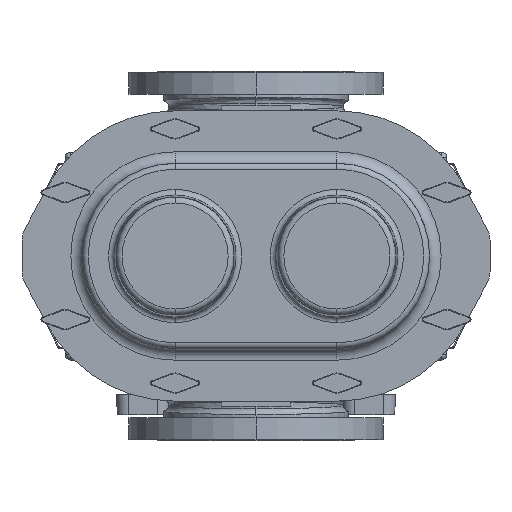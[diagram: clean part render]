
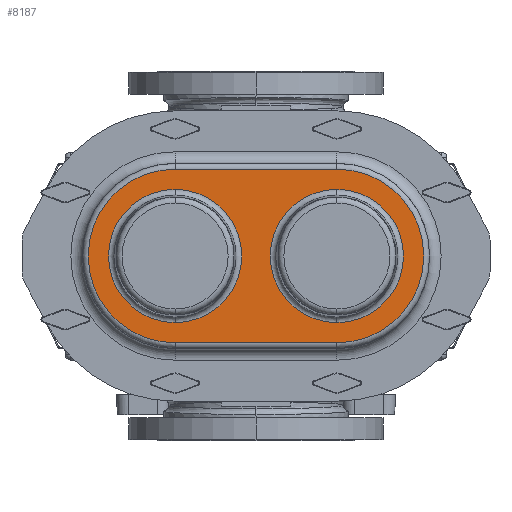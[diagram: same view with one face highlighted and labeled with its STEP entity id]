
A CAD part, left-side view. The second image highlights one B-rep face of the part: STEP entity #8187.
In plain terms, the highlighted planar face has unit normal (-1, 0, 0).
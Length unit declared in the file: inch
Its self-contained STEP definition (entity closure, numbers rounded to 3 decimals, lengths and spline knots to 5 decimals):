
#491 = FACE_BOUND ( 'NONE', #8652, .T. ) ;
#1814 = DIRECTION ( 'NONE',  ( -1., 0., 0. ) ) ;
#1879 = VERTEX_POINT ( 'NONE', #35263 ) ;
#1923 = CARTESIAN_POINT ( 'NONE',  ( -1.75, 3.5, 3.75858 ) ) ;
#2220 = EDGE_LOOP ( 'NONE', ( #47524, #36873, #25453, #25503 ) ) ;
#3192 = EDGE_CURVE ( 'NONE', #3833, #49889, #9694, .T. ) ;
#3648 = EDGE_LOOP ( 'NONE', ( #17242, #31118 ) ) ;
#3833 = VERTEX_POINT ( 'NONE', #1923 ) ;
#4813 = CARTESIAN_POINT ( 'NONE',  ( -1.75, 6.0375, 0. ) ) ;
#5739 = DIRECTION ( 'NONE',  ( -1., 0., 0. ) ) ;
#5900 = DIRECTION ( 'NONE',  ( 0., 0., -1. ) ) ;
#5929 = DIRECTION ( 'NONE',  ( 0., 0., -1. ) ) ;
#6050 = AXIS2_PLACEMENT_3D ( 'NONE', #37473, #37741, #22413 ) ;
#6163 = EDGE_CURVE ( 'NONE', #13750, #6849, #17953, .T. ) ;
#6225 = EDGE_CURVE ( 'NONE', #1879, #47625, #16300, .T. ) ;
#6849 = VERTEX_POINT ( 'NONE', #29577 ) ;
#7802 = CIRCLE ( 'NONE', #38887, 2.88368 ) ;
#8187 = ADVANCED_FACE ( 'NONE', ( #47345, #491, #8665 ), #50691, .F. ) ;
#8652 = EDGE_LOOP ( 'NONE', ( #32435, #26545 ) ) ;
#8665 = FACE_BOUND ( 'NONE', #3648, .T. ) ;
#9694 = CIRCLE ( 'NONE', #21168, 3.75858 ) ;
#10029 = DIRECTION ( 'NONE',  ( 1., 0., 0. ) ) ;
#10817 = DIRECTION ( 'NONE',  ( 1., 0., 0. ) ) ;
#11433 = AXIS2_PLACEMENT_3D ( 'NONE', #41531, #10029, #5929 ) ;
#12883 = VECTOR ( 'NONE', #23790, 39.37008 ) ;
#13750 = VERTEX_POINT ( 'NONE', #35846 ) ;
#14139 = AXIS2_PLACEMENT_3D ( 'NONE', #4813, #32240, #16352 ) ;
#16300 = CIRCLE ( 'NONE', #46585, 2.88368 ) ;
#16352 = DIRECTION ( 'NONE',  ( 0., 0., -1. ) ) ;
#17242 = ORIENTED_EDGE ( 'NONE', *, *, #6225, .T. ) ;
#17953 = CIRCLE ( 'NONE', #11433, 2.88368 ) ;
#18953 = EDGE_CURVE ( 'NONE', #49889, #50415, #20463, .T. ) ;
#20463 = LINE ( 'NONE', #47860, #46493 ) ;
#20689 = LINE ( 'NONE', #31707, #12883 ) ;
#21168 = AXIS2_PLACEMENT_3D ( 'NONE', #44603, #1814, #5900 ) ;
#22413 = DIRECTION ( 'NONE',  ( 0., 0., -1. ) ) ;
#22854 = CARTESIAN_POINT ( 'NONE',  ( -1.75, -3.5, 3.75858 ) ) ;
#23728 = CARTESIAN_POINT ( 'NONE',  ( -1.75, -3.5, -3.75858 ) ) ;
#23790 = DIRECTION ( 'NONE',  ( 0., 1., 0. ) ) ;
#24503 = VERTEX_POINT ( 'NONE', #22854 ) ;
#25453 = ORIENTED_EDGE ( 'NONE', *, *, #3192, .T. ) ;
#25503 = ORIENTED_EDGE ( 'NONE', *, *, #18953, .T. ) ;
#26455 = DIRECTION ( 'NONE',  ( 0., 0., -1. ) ) ;
#26545 = ORIENTED_EDGE ( 'NONE', *, *, #6163, .T. ) ;
#26770 = EDGE_CURVE ( 'NONE', #6849, #13750, #7802, .T. ) ;
#28975 = CIRCLE ( 'NONE', #6050, 2.88368 ) ;
#29403 = CIRCLE ( 'NONE', #31899, 3.75858 ) ;
#29458 = CARTESIAN_POINT ( 'NONE',  ( -1.75, 3.5, 0. ) ) ;
#29577 = CARTESIAN_POINT ( 'NONE',  ( -1.75, 3.5, -2.88368 ) ) ;
#30286 = CARTESIAN_POINT ( 'NONE',  ( -1.75, -3.5, 0. ) ) ;
#30343 = CARTESIAN_POINT ( 'NONE',  ( -1.75, -3.5, 2.88368 ) ) ;
#31118 = ORIENTED_EDGE ( 'NONE', *, *, #49545, .T. ) ;
#31707 = CARTESIAN_POINT ( 'NONE',  ( -1.75, 3.5, 3.75858 ) ) ;
#31899 = AXIS2_PLACEMENT_3D ( 'NONE', #33161, #5739, #40586 ) ;
#32240 = DIRECTION ( 'NONE',  ( 1., 0., 0. ) ) ;
#32435 = ORIENTED_EDGE ( 'NONE', *, *, #26770, .T. ) ;
#33161 = CARTESIAN_POINT ( 'NONE',  ( -1.75, -3.5, 0. ) ) ;
#35263 = CARTESIAN_POINT ( 'NONE',  ( -1.75, -3.5, -2.88368 ) ) ;
#35846 = CARTESIAN_POINT ( 'NONE',  ( -1.75, 3.5, 2.88368 ) ) ;
#36642 = EDGE_CURVE ( 'NONE', #24503, #3833, #20689, .T. ) ;
#36873 = ORIENTED_EDGE ( 'NONE', *, *, #36642, .T. ) ;
#37376 = DIRECTION ( 'NONE',  ( 1., 0., 0. ) ) ;
#37473 = CARTESIAN_POINT ( 'NONE',  ( -1.75, -3.5, 0. ) ) ;
#37741 = DIRECTION ( 'NONE',  ( 1., 0., 0. ) ) ;
#37913 = DIRECTION ( 'NONE',  ( 0., 0., -1. ) ) ;
#38887 = AXIS2_PLACEMENT_3D ( 'NONE', #29458, #37376, #37913 ) ;
#40586 = DIRECTION ( 'NONE',  ( 0., 0., -1. ) ) ;
#40658 = DIRECTION ( 'NONE',  ( 0., -1., 0. ) ) ;
#41402 = EDGE_CURVE ( 'NONE', #50415, #24503, #29403, .T. ) ;
#41531 = CARTESIAN_POINT ( 'NONE',  ( -1.75, 3.5, 0. ) ) ;
#41782 = CARTESIAN_POINT ( 'NONE',  ( -1.75, 3.5, -3.75858 ) ) ;
#44603 = CARTESIAN_POINT ( 'NONE',  ( -1.75, 3.5, 0. ) ) ;
#46493 = VECTOR ( 'NONE', #40658, 39.37008 ) ;
#46585 = AXIS2_PLACEMENT_3D ( 'NONE', #30286, #10817, #26455 ) ;
#47345 = FACE_OUTER_BOUND ( 'NONE', #2220, .T. ) ;
#47524 = ORIENTED_EDGE ( 'NONE', *, *, #41402, .T. ) ;
#47625 = VERTEX_POINT ( 'NONE', #30343 ) ;
#47860 = CARTESIAN_POINT ( 'NONE',  ( -1.75, -3.5, -3.75858 ) ) ;
#49545 = EDGE_CURVE ( 'NONE', #47625, #1879, #28975, .T. ) ;
#49889 = VERTEX_POINT ( 'NONE', #41782 ) ;
#50415 = VERTEX_POINT ( 'NONE', #23728 ) ;
#50691 = PLANE ( 'NONE',  #14139 ) ;
